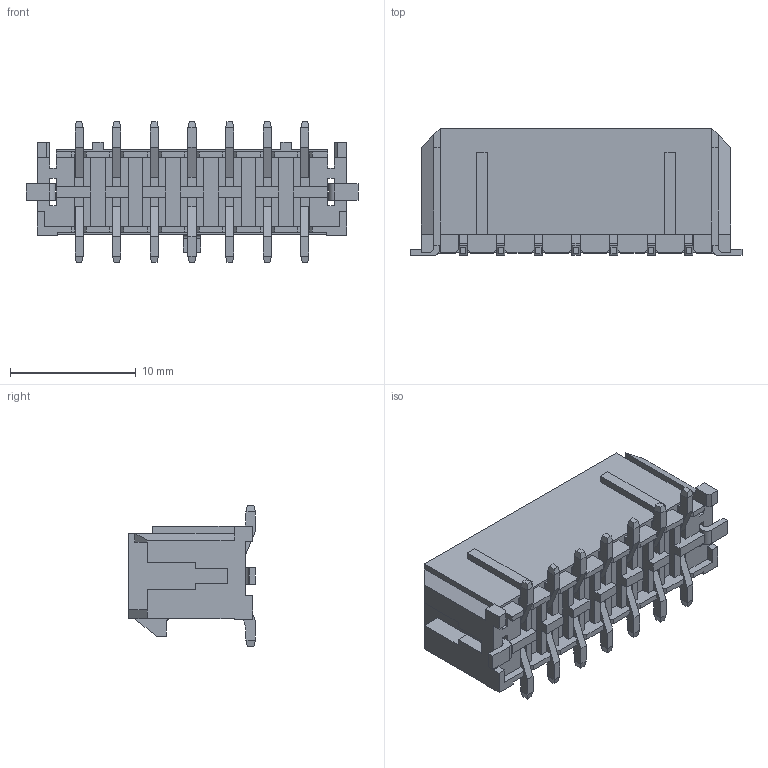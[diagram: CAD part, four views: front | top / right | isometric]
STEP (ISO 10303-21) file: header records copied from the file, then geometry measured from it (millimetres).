
FILE_DESCRIPTION((''),'2;1');
FILE_NAME('FWF30016-D16','2025-02-28T',('工程三'),(''),'PRO/ENGINEER BY PARAMETRIC TECHNOLOGY CORPORATION, 2010280','PRO/ENGINEER BY PARAMETRIC TECHNOLOGY CORPORATION, 2010280','');
FILE_SCHEMA(('CONFIG_CONTROL_DESIGN'));
Length unit declared in the file: millimetre
Products named in the file (1): FWF30016-D16
Bounding box: 26.45 x 10.11 x 11.2 mm (x, y, z)
Volume: 862.7 mm3; surface area: 2608.6 mm2
Topology: 1 solids, 1 shells, 669 faces, 1760 edges, 1132 vertices
Faces by surface type: plane 650, cylinder 19
Entity records: 20106 total; most frequent: CARTESIAN_POINT 3561, ORIENTED_EDGE 3520, DIRECTION 3136, EDGE_CURVE 1760, VECTOR 1722, LINE 1722, VERTEX_POINT 1132, EDGE_LOOP 712
